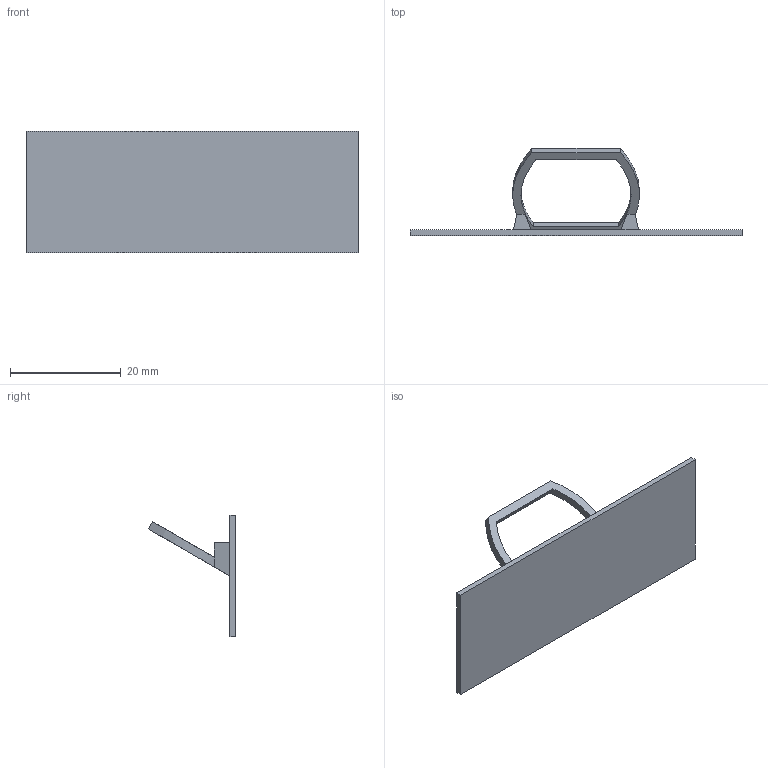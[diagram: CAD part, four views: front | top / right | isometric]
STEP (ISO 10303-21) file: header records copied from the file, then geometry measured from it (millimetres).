
FILE_DESCRIPTION (( 'STEP AP214' ), '1' );
FILE_NAME ('HUD Áù±ßÐÎ v3.STEP', '2024-01-29T14:42:27', ( '' ), ( '' ), 'SwSTEP 2.0', 'SolidWorks 2018', '' );
FILE_SCHEMA (( 'AUTOMOTIVE_DESIGN' ));
Length unit declared in the file: millimetre
Products named in the file (1): HUD 鞠晚倛 v3
Bounding box: 60 x 15.72 x 22 mm (x, y, z)
Volume: 1514.9 mm3; surface area: 3148 mm2
Topology: 1 solids, 1 shells, 25 faces, 66 edges, 44 vertices
Faces by surface type: plane 21, bspline 4
Entity records: 1133 total; most frequent: CARTESIAN_POINT 320, ORIENTED_EDGE 132, DIRECTION 98, EDGE_CURVE 66, LINE 54, VECTOR 54, VERTEX_POINT 44, EDGE_LOOP 28
